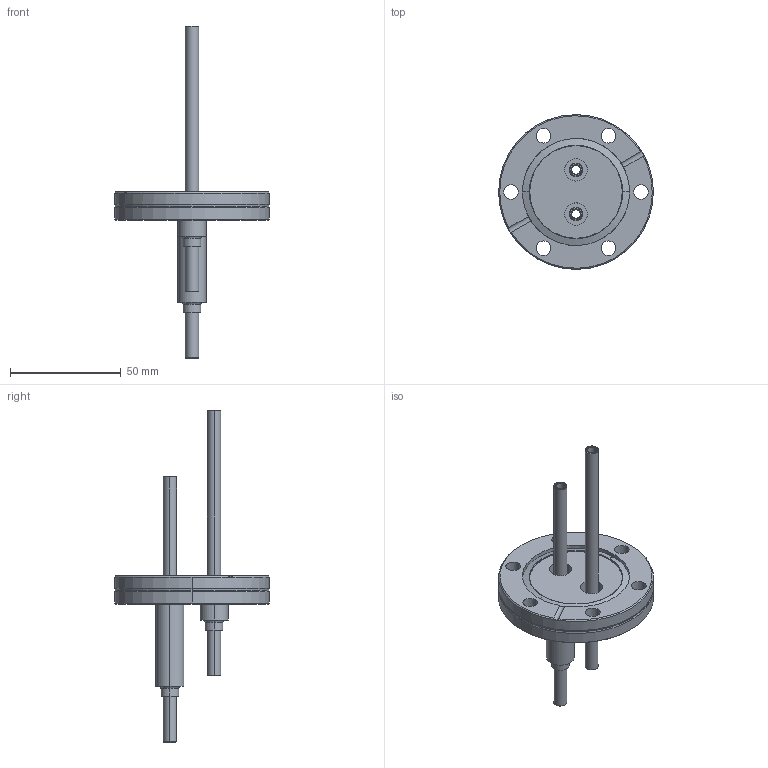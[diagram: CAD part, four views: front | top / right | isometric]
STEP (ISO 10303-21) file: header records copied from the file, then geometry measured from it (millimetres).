
FILE_DESCRIPTION (( 'STEP AP214' ), '1' );
FILE_NAME ('420XFN040-2-PP.stp', '2017-06-01T05:32:37', ( '' ), ( '' ), 'SwSTEP 2.0', 'SolidWorks 2015', '' );
FILE_SCHEMA (( 'AUTOMOTIVE_DESIGN' ));
Length unit declared in the file: millimetre
Products named in the file (1): 420XFN040-2-PP
Bounding box: 69.9 x 69.9 x 150 mm (x, y, z)
Volume: 48192 mm3; surface area: 23253.7 mm2
Topology: 1 solids, 1 shells, 99 faces, 220 edges, 135 vertices
Faces by surface type: cylinder 48, cone 25, plane 16, torus 10
Entity records: 3972 total; most frequent: DIRECTION 551, CARTESIAN_POINT 515, ORIENTED_EDGE 440, AXIS2_PLACEMENT_3D 239, EDGE_CURVE 220, CIRCLE 139, VERTEX_POINT 135, EDGE_LOOP 127
